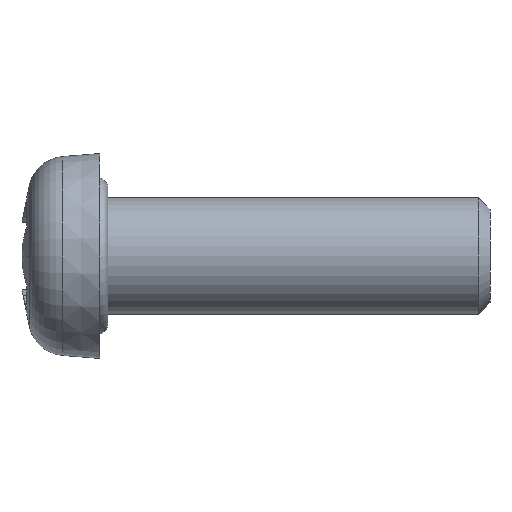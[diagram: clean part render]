
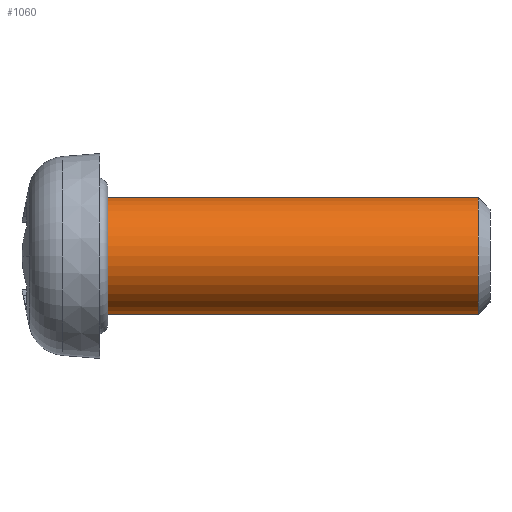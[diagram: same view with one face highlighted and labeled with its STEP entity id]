
A CAD part, front view. The second image highlights one B-rep face of the part: STEP entity #1060.
In plain terms, the highlighted cylindrical face has radius 3 mm (diameter 6 mm), a partial arc.
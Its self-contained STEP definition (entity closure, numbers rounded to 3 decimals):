
#15 = ORIENTED_EDGE ( 'NONE', *, *, #209, .F. ) ;
#61 = DIRECTION ( 'NONE',  ( 0., 0., -1. ) ) ;
#108 = LINE ( 'NONE', #207, #587 ) ;
#168 = VERTEX_POINT ( 'NONE', #911 ) ;
#169 = DIRECTION ( 'NONE',  ( -1., 0., 0. ) ) ;
#199 = CYLINDRICAL_SURFACE ( 'NONE', #936, 3. ) ;
#207 = CARTESIAN_POINT ( 'NONE',  ( 20., 0., 3. ) ) ;
#209 = EDGE_CURVE ( 'NONE', #658, #168, #885, .T. ) ;
#304 = CARTESIAN_POINT ( 'NONE',  ( 19.4, 0., 0. ) ) ;
#332 = DIRECTION ( 'NONE',  ( -1., 0., 0. ) ) ;
#338 = CIRCLE ( 'NONE', #1159, 3. ) ;
#392 = EDGE_CURVE ( 'NONE', #658, #928, #766, .T. ) ;
#417 = AXIS2_PLACEMENT_3D ( 'NONE', #304, #169, #1208 ) ;
#487 = EDGE_CURVE ( 'NONE', #1242, #168, #338, .T. ) ;
#541 = ORIENTED_EDGE ( 'NONE', *, *, #487, .T. ) ;
#542 = EDGE_LOOP ( 'NONE', ( #15, #929, #1075, #541 ) ) ;
#564 = CARTESIAN_POINT ( 'NONE',  ( 19.4, 0., 3. ) ) ;
#587 = VECTOR ( 'NONE', #332, 1000. ) ;
#658 = VERTEX_POINT ( 'NONE', #1066 ) ;
#716 = DIRECTION ( 'NONE',  ( 0., 0., 1. ) ) ;
#736 = CARTESIAN_POINT ( 'NONE',  ( 20., 0., 0. ) ) ;
#766 = CIRCLE ( 'NONE', #417, 3. ) ;
#816 = CARTESIAN_POINT ( 'NONE',  ( 20., 0., -3. ) ) ;
#845 = CARTESIAN_POINT ( 'NONE',  ( -0.6, 0., 3. ) ) ;
#866 = DIRECTION ( 'NONE',  ( -1., 0., 0. ) ) ;
#885 = LINE ( 'NONE', #816, #1184 ) ;
#911 = CARTESIAN_POINT ( 'NONE',  ( -0.6, 0., -3. ) ) ;
#924 = CARTESIAN_POINT ( 'NONE',  ( -0.6, 0., 0. ) ) ;
#928 = VERTEX_POINT ( 'NONE', #564 ) ;
#929 = ORIENTED_EDGE ( 'NONE', *, *, #392, .T. ) ;
#936 = AXIS2_PLACEMENT_3D ( 'NONE', #736, #1207, #716 ) ;
#974 = DIRECTION ( 'NONE',  ( 1., 0., 0. ) ) ;
#993 = FACE_OUTER_BOUND ( 'NONE', #542, .T. ) ;
#1060 = ADVANCED_FACE ( 'NONE', ( #993 ), #199, .T. ) ;
#1066 = CARTESIAN_POINT ( 'NONE',  ( 19.4, 0., -3. ) ) ;
#1075 = ORIENTED_EDGE ( 'NONE', *, *, #1165, .T. ) ;
#1159 = AXIS2_PLACEMENT_3D ( 'NONE', #924, #974, #61 ) ;
#1165 = EDGE_CURVE ( 'NONE', #928, #1242, #108, .T. ) ;
#1184 = VECTOR ( 'NONE', #866, 1000. ) ;
#1207 = DIRECTION ( 'NONE',  ( -1., 0., 0. ) ) ;
#1208 = DIRECTION ( 'NONE',  ( 0., 0., -1. ) ) ;
#1242 = VERTEX_POINT ( 'NONE', #845 ) ;
